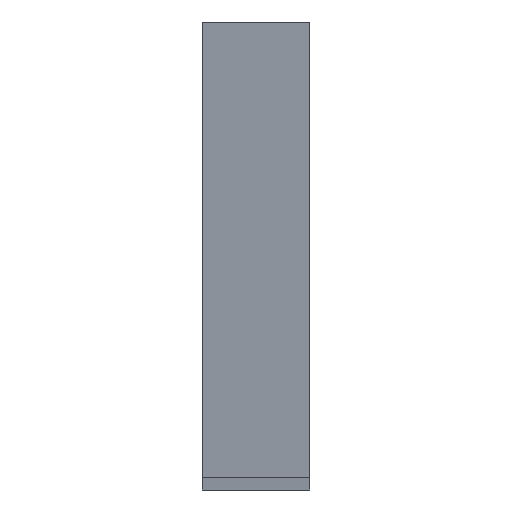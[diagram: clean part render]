
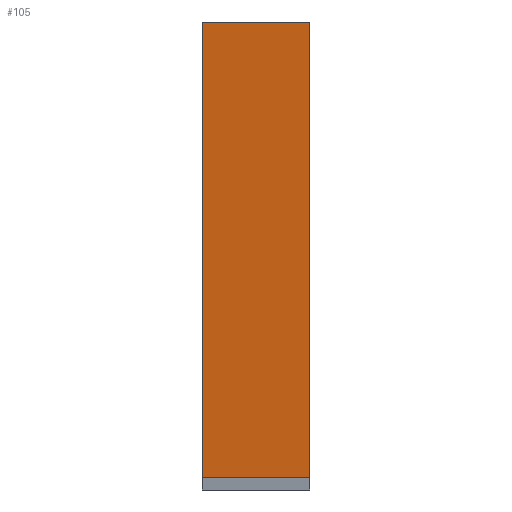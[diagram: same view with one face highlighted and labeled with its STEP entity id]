
A CAD part, left-side view. The second image highlights one B-rep face of the part: STEP entity #105.
In plain terms, the highlighted planar face has unit normal (-0.177, 0, 0.984).
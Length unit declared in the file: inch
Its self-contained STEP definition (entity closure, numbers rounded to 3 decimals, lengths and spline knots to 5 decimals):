
#19=FACE_OUTER_BOUND('',#25,.T.);
#25=EDGE_LOOP('',(#87,#88,#89,#90));
#29=LINE('',#155,#41);
#35=LINE('',#167,#47);
#37=LINE('',#170,#49);
#38=LINE('',#172,#50);
#41=VECTOR('',#127,30.);
#47=VECTOR('',#137,30.);
#49=VECTOR('',#141,1.25);
#50=VECTOR('',#144,1.25);
#53=VERTEX_POINT('',#152);
#54=VERTEX_POINT('',#154);
#57=VERTEX_POINT('',#164);
#58=VERTEX_POINT('',#166);
#61=EDGE_CURVE('',#54,#53,#29,.T.);
#67=EDGE_CURVE('',#58,#57,#35,.T.);
#69=EDGE_CURVE('',#53,#58,#37,.T.);
#70=EDGE_CURVE('',#54,#57,#38,.T.);
#87=ORIENTED_EDGE('',*,*,#67,.T.);
#88=ORIENTED_EDGE('',*,*,#70,.F.);
#89=ORIENTED_EDGE('',*,*,#61,.T.);
#90=ORIENTED_EDGE('',*,*,#69,.T.);
#99=PLANE('',#119);
#105=ADVANCED_FACE('',(#19),#99,.T.);
#119=AXIS2_PLACEMENT_3D('',#171,#142,#143);
#127=DIRECTION('',(0.984,0.,0.177));
#137=DIRECTION('',(-0.984,0.,-0.177));
#141=DIRECTION('',(0.,1.,0.));
#142=DIRECTION('center_axis',(-0.177,0.,0.984));
#143=DIRECTION('ref_axis',(0.984,0.,0.177));
#144=DIRECTION('',(0.,1.,0.));
#152=CARTESIAN_POINT('',(13.36745,-113.,72.23093));
#154=CARTESIAN_POINT('',(-16.15795,-113.,66.91576));
#155=CARTESIAN_POINT('',(-16.15795,-113.,66.91576));
#164=CARTESIAN_POINT('',(-16.15795,-111.75,66.91576));
#166=CARTESIAN_POINT('',(13.36745,-111.75,72.23093));
#167=CARTESIAN_POINT('',(13.36745,-111.75,72.23093));
#170=CARTESIAN_POINT('',(13.36745,-113.,72.23093));
#171=CARTESIAN_POINT('Origin',(-1.39525,-100.,69.57334));
#172=CARTESIAN_POINT('',(-16.15795,-113.,66.91576));
